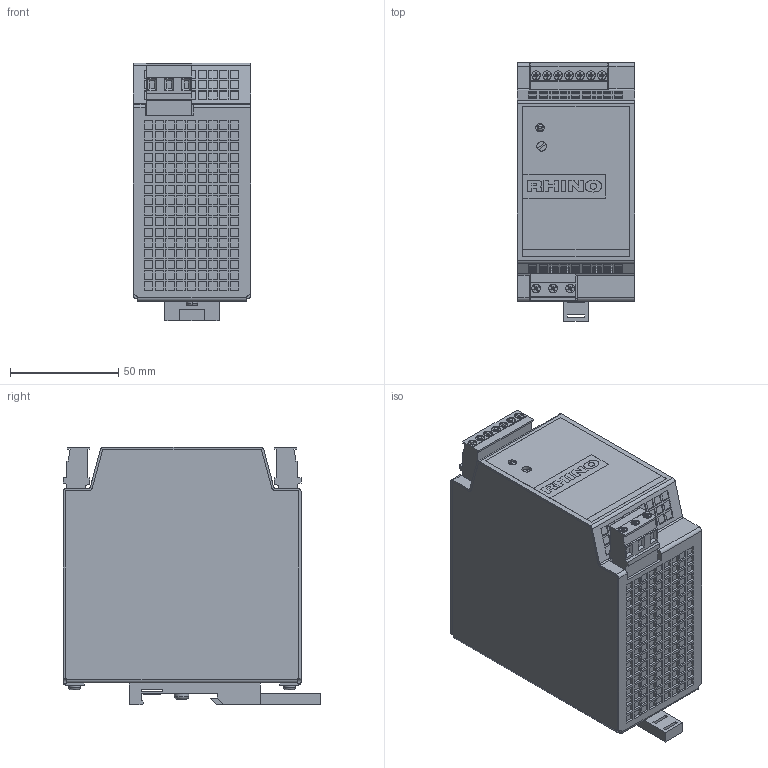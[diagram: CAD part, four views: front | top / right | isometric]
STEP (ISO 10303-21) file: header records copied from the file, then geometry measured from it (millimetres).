
FILE_DESCRIPTION (( 'STEP AP203' ), '1' );
FILE_NAME ('PSM12-156S.STEP', '2011-10-11T14:49:02', ( '.adc' ), ( '' ), 'SwSTEP 2.0', 'SolidWorks 2011', '' );
FILE_SCHEMA (( 'CONFIG_CONTROL_DESIGN' ));
Length unit declared in the file: inch
Products named in the file (1): PSM12-156S
Bounding box: 54.1 x 119.17 x 119.16 mm (x, y, z)
Volume: 633065 mm3; surface area: 61113.2 mm2
Topology: 1 solids, 1 shells, 2327 faces, 5775 edges, 3844 vertices
Faces by surface type: plane 2182, cylinder 64, cone 53, bspline 20, torus 8
Entity records: 69221 total; most frequent: CARTESIAN_POINT 13521, ORIENTED_EDGE 11550, DIRECTION 10573, EDGE_CURVE 5775, VECTOR 5421, LINE 5421, VERTEX_POINT 3844, EDGE_LOOP 2727
